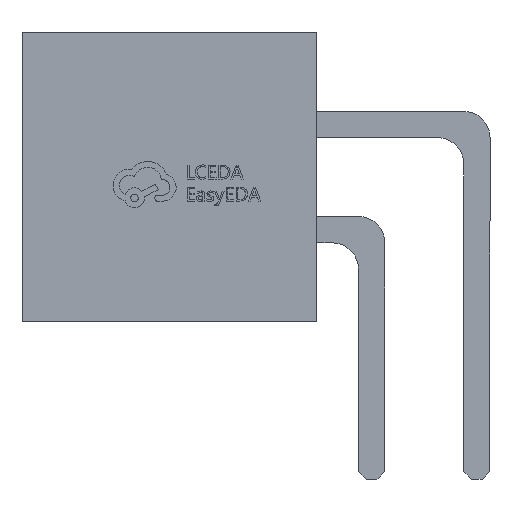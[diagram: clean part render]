
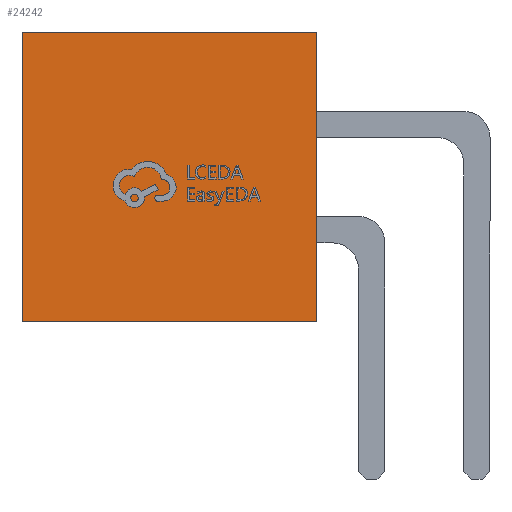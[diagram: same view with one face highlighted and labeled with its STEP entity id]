
A CAD part, left-side view. The second image highlights one B-rep face of the part: STEP entity #24242.
In plain terms, the highlighted planar face has unit normal (-1, 0, 0).
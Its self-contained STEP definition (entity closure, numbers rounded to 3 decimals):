
#143 = DIRECTION ( 'NONE',  ( 0., 0., -1. ) ) ;
#775 = VERTEX_POINT ( 'NONE', #2216 ) ;
#958 = DIRECTION ( 'NONE',  ( 1., 0., 0. ) ) ;
#1607 = ORIENTED_EDGE ( 'NONE', *, *, #22826, .T. ) ;
#1881 = DIRECTION ( 'NONE',  ( 0., -1., 0. ) ) ;
#2216 = CARTESIAN_POINT ( 'NONE',  ( -7.975, 7.65, 0. ) ) ;
#5731 = VERTEX_POINT ( 'NONE', #6674 ) ;
#6585 = PLANE ( 'NONE',  #23513 ) ;
#6674 = CARTESIAN_POINT ( 'NONE',  ( -7.975, 7.65, 5.5 ) ) ;
#7831 = CARTESIAN_POINT ( 'NONE',  ( -7.975, 2.05, 0. ) ) ;
#8766 = DIRECTION ( 'NONE',  ( 0., 1., 0. ) ) ;
#8818 = LINE ( 'NONE', #22475, #20953 ) ;
#9896 = VECTOR ( 'NONE', #19014, 1000. ) ;
#10585 = VERTEX_POINT ( 'NONE', #7831 ) ;
#10697 = CARTESIAN_POINT ( 'NONE',  ( -7.975, 2.05, 5.5 ) ) ;
#11399 = LINE ( 'NONE', #13601, #21766 ) ;
#12060 = EDGE_CURVE ( 'NONE', #775, #10585, #11399, .T. ) ;
#12338 = ORIENTED_EDGE ( 'NONE', *, *, #12060, .T. ) ;
#13601 = CARTESIAN_POINT ( 'NONE',  ( -7.975, 7.65, 0. ) ) ;
#14411 = ORIENTED_EDGE ( 'NONE', *, *, #18083, .F. ) ;
#15087 = ORIENTED_EDGE ( 'NONE', *, *, #22757, .F. ) ;
#16064 = LINE ( 'NONE', #23975, #23900 ) ;
#18083 = EDGE_CURVE ( 'NONE', #20092, #10585, #16064, .T. ) ;
#18431 = FACE_OUTER_BOUND ( 'NONE', #22821, .T. ) ;
#18574 = CARTESIAN_POINT ( 'NONE',  ( -7.975, 7.65, 5.5 ) ) ;
#19014 = DIRECTION ( 'NONE',  ( 0., 0., -1. ) ) ;
#20092 = VERTEX_POINT ( 'NONE', #10697 ) ;
#20809 = LINE ( 'NONE', #21295, #9896 ) ;
#20953 = VECTOR ( 'NONE', #24462, 1000. ) ;
#21295 = CARTESIAN_POINT ( 'NONE',  ( -7.975, 7.65, 5.5 ) ) ;
#21766 = VECTOR ( 'NONE', #1881, 1000. ) ;
#22475 = CARTESIAN_POINT ( 'NONE',  ( -7.975, 7.65, 5.5 ) ) ;
#22757 = EDGE_CURVE ( 'NONE', #5731, #20092, #8818, .T. ) ;
#22821 = EDGE_LOOP ( 'NONE', ( #12338, #14411, #15087, #1607 ) ) ;
#22826 = EDGE_CURVE ( 'NONE', #5731, #775, #20809, .T. ) ;
#23513 = AXIS2_PLACEMENT_3D ( 'NONE', #18574, #958, #8766 ) ;
#23900 = VECTOR ( 'NONE', #143, 1000. ) ;
#23975 = CARTESIAN_POINT ( 'NONE',  ( -7.975, 2.05, 5.5 ) ) ;
#24242 = ADVANCED_FACE ( 'NONE', ( #18431 ), #6585, .F. ) ;
#24462 = DIRECTION ( 'NONE',  ( 0., -1., 0. ) ) ;
